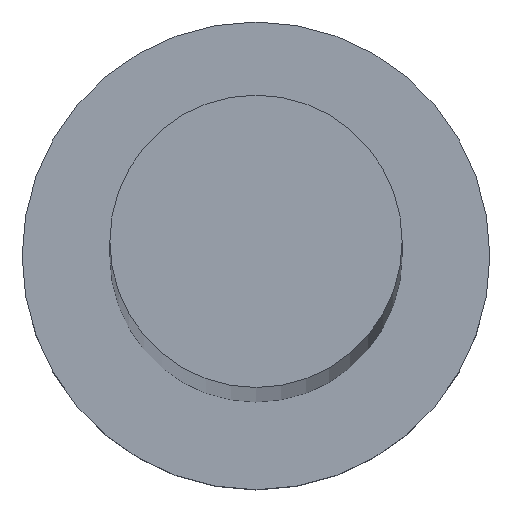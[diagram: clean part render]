
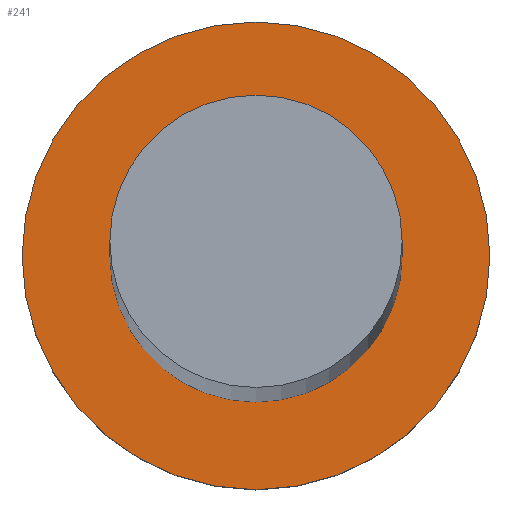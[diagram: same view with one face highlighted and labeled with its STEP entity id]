
A CAD part, top view. The second image highlights one B-rep face of the part: STEP entity #241.
In plain terms, the highlighted planar face has unit normal (0, 0, 1).
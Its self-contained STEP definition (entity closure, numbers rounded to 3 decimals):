
#8 = AXIS2_PLACEMENT_3D ( 'NONE', #94, #136, #14 ) ;
#10 = AXIS2_PLACEMENT_3D ( 'NONE', #191, #158, #179 ) ;
#14 = DIRECTION ( 'NONE',  ( 1., 0., 0. ) ) ;
#24 = VERTEX_POINT ( 'NONE', #255 ) ;
#27 = EDGE_CURVE ( 'NONE', #97, #180, #47, .T. ) ;
#34 = CIRCLE ( 'NONE', #216, 5. ) ;
#40 = EDGE_LOOP ( 'NONE', ( #239, #126 ) ) ;
#46 = DIRECTION ( 'NONE',  ( 0., 0., 1. ) ) ;
#47 = CIRCLE ( 'NONE', #234, 8. ) ;
#49 = DIRECTION ( 'NONE',  ( 0., 0., 1. ) ) ;
#61 = ORIENTED_EDGE ( 'NONE', *, *, #165, .F. ) ;
#75 = FACE_OUTER_BOUND ( 'NONE', #40, .T. ) ;
#76 = EDGE_LOOP ( 'NONE', ( #61, #204 ) ) ;
#87 = DIRECTION ( 'NONE',  ( 1., 0., 0. ) ) ;
#91 = CARTESIAN_POINT ( 'NONE',  ( -8., 0., 5. ) ) ;
#94 = CARTESIAN_POINT ( 'NONE',  ( 0., 0., 5. ) ) ;
#97 = VERTEX_POINT ( 'NONE', #91 ) ;
#105 = CARTESIAN_POINT ( 'NONE',  ( 0., 0., 5. ) ) ;
#110 = CIRCLE ( 'NONE', #221, 5. ) ;
#111 = CARTESIAN_POINT ( 'NONE',  ( 8., 0., 5. ) ) ;
#126 = ORIENTED_EDGE ( 'NONE', *, *, #250, .T. ) ;
#129 = CARTESIAN_POINT ( 'NONE',  ( 0., 0., 5. ) ) ;
#130 = CARTESIAN_POINT ( 'NONE',  ( 0., 0., 5. ) ) ;
#136 = DIRECTION ( 'NONE',  ( 0., 0., 1. ) ) ;
#151 = DIRECTION ( 'NONE',  ( 1., 0., 0. ) ) ;
#157 = FACE_BOUND ( 'NONE', #76, .T. ) ;
#158 = DIRECTION ( 'NONE',  ( 0., 0., 1. ) ) ;
#160 = EDGE_CURVE ( 'NONE', #196, #24, #34, .T. ) ;
#164 = DIRECTION ( 'NONE',  ( 0., 0., 1. ) ) ;
#165 = EDGE_CURVE ( 'NONE', #24, #196, #110, .T. ) ;
#174 = CARTESIAN_POINT ( 'NONE',  ( 5., 0., 5. ) ) ;
#179 = DIRECTION ( 'NONE',  ( 1., 0., 0. ) ) ;
#180 = VERTEX_POINT ( 'NONE', #111 ) ;
#191 = CARTESIAN_POINT ( 'NONE',  ( 0., 0., 5. ) ) ;
#196 = VERTEX_POINT ( 'NONE', #174 ) ;
#197 = PLANE ( 'NONE',  #10 ) ;
#204 = ORIENTED_EDGE ( 'NONE', *, *, #160, .F. ) ;
#216 = AXIS2_PLACEMENT_3D ( 'NONE', #129, #49, #232 ) ;
#221 = AXIS2_PLACEMENT_3D ( 'NONE', #130, #46, #151 ) ;
#232 = DIRECTION ( 'NONE',  ( 1., 0., 0. ) ) ;
#234 = AXIS2_PLACEMENT_3D ( 'NONE', #105, #164, #87 ) ;
#239 = ORIENTED_EDGE ( 'NONE', *, *, #27, .T. ) ;
#241 = ADVANCED_FACE ( 'NONE', ( #157, #75 ), #197, .T. ) ;
#246 = CIRCLE ( 'NONE', #8, 8. ) ;
#250 = EDGE_CURVE ( 'NONE', #180, #97, #246, .T. ) ;
#255 = CARTESIAN_POINT ( 'NONE',  ( -5., 0., 5. ) ) ;
